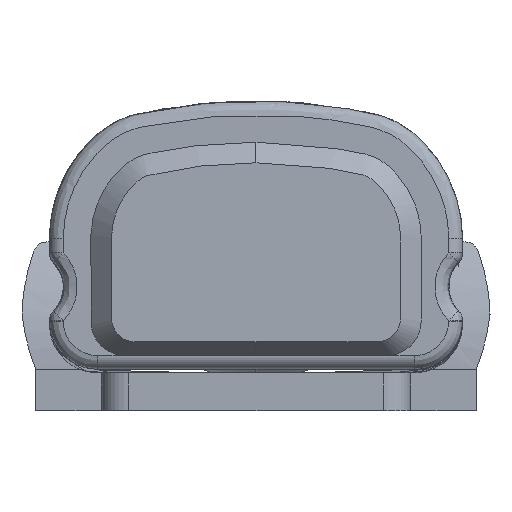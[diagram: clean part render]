
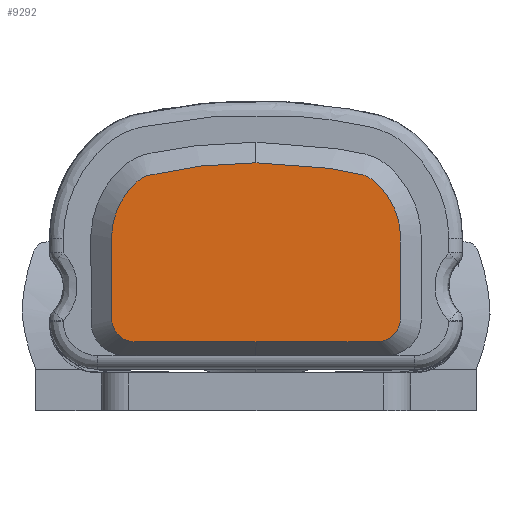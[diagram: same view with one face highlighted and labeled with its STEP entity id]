
A CAD part, left-side view. The second image highlights one B-rep face of the part: STEP entity #9292.
In plain terms, the highlighted planar face has unit normal (-1, 0, 0).
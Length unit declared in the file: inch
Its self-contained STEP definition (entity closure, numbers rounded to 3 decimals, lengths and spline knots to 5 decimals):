
#21 = FACE_OUTER_BOUND ( 'NONE', #5658, .T. ) ;
#281 = CARTESIAN_POINT ( 'NONE',  ( -4.40945, -0.41355, 0.49808 ) ) ;
#379 = VERTEX_POINT ( 'NONE', #14897 ) ;
#607 = ORIENTED_EDGE ( 'NONE', *, *, #14791, .F. ) ;
#699 = CARTESIAN_POINT ( 'NONE',  ( -4.40945, 0.41364, 0.26398 ) ) ;
#1300 = B_SPLINE_CURVE_WITH_KNOTS ( 'NONE', 3,
 ( #3914, #3864, #5985, #2786, #10804, #4824, #2586, #2682, #9458, #11776, #11875, #7131, #4924, #281, #2633, #9560, #10706, #12929, #10614, #6033, #8294, #14073, #3729, #13072, #7184, #8342, #14171, #4967, #1467 ),
 .UNSPECIFIED., .F., .F.,
 ( 4, 1, 1, 1, 1, 1, 1, 1, 1, 1, 1, 1, 1, 1, 1, 1, 1, 1, 1, 1, 1, 1, 1, 1, 1, 1, 4 ),
 ( 0., 0.0044, 0.0058, 0.00674, 0.00724, 0.00778, 0.00835, 0.00891, 0.00943, 0.00994, 0.01202, 0.01305, 0.01355, 0.01403, 0.01495, 0.01818, 0.01864, 0.01912, 0.01964, 0.02019, 0.02134, 0.02188, 0.02239, 0.02287, 0.02334, 0.02428, 0.03067 ),
 .UNSPECIFIED. ) ;
#1396 = CARTESIAN_POINT ( 'NONE',  ( -4.40945, 0.41339, 0.73929 ) ) ;
#1467 = CARTESIAN_POINT ( 'NONE',  ( -4.40945, 0., 0.19685 ) ) ;
#1597 = CARTESIAN_POINT ( 'NONE',  ( -4.40944, 0., 0.70864 ) ) ;
#1693 = CARTESIAN_POINT ( 'NONE',  ( -4.40945, 0.18692, 0.19685 ) ) ;
#2586 = CARTESIAN_POINT ( 'NONE',  ( -4.40945, -0.31233, 0.67248 ) ) ;
#2633 = CARTESIAN_POINT ( 'NONE',  ( -4.40945, -0.41328, 0.47197 ) ) ;
#2682 = CARTESIAN_POINT ( 'NONE',  ( -4.40945, -0.32889, 0.66384 ) ) ;
#2786 = CARTESIAN_POINT ( 'NONE',  ( -4.40945, -0.23065, 0.68977 ) ) ;
#2817 = CARTESIAN_POINT ( 'NONE',  ( -4.40945, 0.41222, 0.24694 ) ) ;
#2870 = CARTESIAN_POINT ( 'NONE',  ( -4.40944, 0., 0.70864 ) ) ;
#2917 = CARTESIAN_POINT ( 'NONE',  ( -4.40945, 0.29336, 0.19685 ) ) ;
#2969 = CARTESIAN_POINT ( 'NONE',  ( -4.40945, 0., 0.19685 ) ) ;
#3729 = CARTESIAN_POINT ( 'NONE',  ( -4.40945, -0.35803, 0.19684 ) ) ;
#3864 = CARTESIAN_POINT ( 'NONE',  ( -4.40945, -0.06015, 0.70862 ) ) ;
#3914 = CARTESIAN_POINT ( 'NONE',  ( -4.40944, 0., 0.70864 ) ) ;
#3996 = CARTESIAN_POINT ( 'NONE',  ( -4.40945, 0.38207, 0.60809 ) ) ;
#4049 = CARTESIAN_POINT ( 'NONE',  ( -4.40945, 0.08702, 0.19685 ) ) ;
#4824 = CARTESIAN_POINT ( 'NONE',  ( -4.40945, -0.29636, 0.6771 ) ) ;
#4924 = CARTESIAN_POINT ( 'NONE',  ( -4.40945, -0.4119, 0.52238 ) ) ;
#4967 = CARTESIAN_POINT ( 'NONE',  ( -4.40945, -0.08702, 0.19685 ) ) ;
#4994 = DIRECTION ( 'NONE',  ( 0., -1., 0. ) ) ;
#5193 = CARTESIAN_POINT ( 'NONE',  ( -4.40945, 0.41328, 0.47197 ) ) ;
#5236 = CARTESIAN_POINT ( 'NONE',  ( -4.40945, 0.4021, 0.22269 ) ) ;
#5658 = EDGE_LOOP ( 'NONE', ( #607, #12420 ) ) ;
#5985 = CARTESIAN_POINT ( 'NONE',  ( -4.40945, -0.13953, 0.70353 ) ) ;
#6033 = CARTESIAN_POINT ( 'NONE',  ( -4.40945, -0.41222, 0.24694 ) ) ;
#6262 = CARTESIAN_POINT ( 'NONE',  ( -4.40945, 0.41356, 0.34251 ) ) ;
#6308 = CARTESIAN_POINT ( 'NONE',  ( -4.40945, 0.40295, 0.5669 ) ) ;
#7131 = CARTESIAN_POINT ( 'NONE',  ( -4.40945, -0.40295, 0.5669 ) ) ;
#7184 = CARTESIAN_POINT ( 'NONE',  ( -4.40945, -0.31898, 0.19685 ) ) ;
#7368 = CARTESIAN_POINT ( 'NONE',  ( -4.40945, 0.29636, 0.6771 ) ) ;
#7414 = CARTESIAN_POINT ( 'NONE',  ( -4.40945, 0.06015, 0.70862 ) ) ;
#7567 = CARTESIAN_POINT ( 'NONE',  ( -4.40945, 0.31898, 0.19685 ) ) ;
#8030 = EDGE_CURVE ( 'NONE', #8870, #379, #1300, .T. ) ;
#8178 = PLANE ( 'NONE',  #10386 ) ;
#8273 = DIRECTION ( 'NONE',  ( -1., 0., 0. ) ) ;
#8294 = CARTESIAN_POINT ( 'NONE',  ( -4.40945, -0.4021, 0.22269 ) ) ;
#8342 = CARTESIAN_POINT ( 'NONE',  ( -4.40945, -0.29336, 0.19685 ) ) ;
#8514 = CARTESIAN_POINT ( 'NONE',  ( -4.40945, 0.23065, 0.68977 ) ) ;
#8870 = VERTEX_POINT ( 'NONE', #2870 ) ;
#9292 = ADVANCED_FACE ( 'NONE', ( #21 ), #8178, .T. ) ;
#9458 = CARTESIAN_POINT ( 'NONE',  ( -4.40945, -0.34299, 0.65236 ) ) ;
#9560 = CARTESIAN_POINT ( 'NONE',  ( -4.40945, -0.41338, 0.40733 ) ) ;
#9642 = CARTESIAN_POINT ( 'NONE',  ( -4.40945, 0.31233, 0.67248 ) ) ;
#9686 = CARTESIAN_POINT ( 'NONE',  ( -4.40945, 0.13953, 0.70353 ) ) ;
#9733 = CARTESIAN_POINT ( 'NONE',  ( -4.40945, 0.34299, 0.65236 ) ) ;
#10386 = AXIS2_PLACEMENT_3D ( 'NONE', #1396, #8273, #4994 ) ;
#10614 = CARTESIAN_POINT ( 'NONE',  ( -4.40945, -0.41364, 0.26398 ) ) ;
#10706 = CARTESIAN_POINT ( 'NONE',  ( -4.40945, -0.41356, 0.34251 ) ) ;
#10804 = CARTESIAN_POINT ( 'NONE',  ( -4.40945, -0.26836, 0.68267 ) ) ;
#10981 = CARTESIAN_POINT ( 'NONE',  ( -4.40945, 0.41355, 0.49808 ) ) ;
#11776 = CARTESIAN_POINT ( 'NONE',  ( -4.40945, -0.3574, 0.63786 ) ) ;
#11875 = CARTESIAN_POINT ( 'NONE',  ( -4.40945, -0.38207, 0.60809 ) ) ;
#11957 = CARTESIAN_POINT ( 'NONE',  ( -4.40945, 0.41338, 0.40733 ) ) ;
#12046 = CARTESIAN_POINT ( 'NONE',  ( -4.40945, 0.32889, 0.66384 ) ) ;
#12100 = CARTESIAN_POINT ( 'NONE',  ( -4.40945, 0.41332, 0.28522 ) ) ;
#12420 = ORIENTED_EDGE ( 'NONE', *, *, #8030, .F. ) ;
#12929 = CARTESIAN_POINT ( 'NONE',  ( -4.40945, -0.41332, 0.28522 ) ) ;
#13072 = CARTESIAN_POINT ( 'NONE',  ( -4.40945, -0.33935, 0.19685 ) ) ;
#13162 = CARTESIAN_POINT ( 'NONE',  ( -4.40945, 0.33935, 0.19685 ) ) ;
#13163 = B_SPLINE_CURVE_WITH_KNOTS ( 'NONE', 3,
 ( #2969, #4049, #1693, #2917, #7567, #13162, #14413, #14463, #5236, #2817, #699, #12100, #6262, #11957, #5193, #10981, #13207, #6308, #3996, #14318, #9733, #12046, #9642, #7368, #14264, #8514, #9686, #7414, #1597 ),
 .UNSPECIFIED., .F., .F.,
 ( 4, 1, 1, 1, 1, 1, 1, 1, 1, 1, 1, 1, 1, 1, 1, 1, 1, 1, 1, 1, 1, 1, 1, 1, 1, 1, 4 ),
 ( 0., 0.00639, 0.00733, 0.0078, 0.00828, 0.00879, 0.00933, 0.01048, 0.01103, 0.01154, 0.01202, 0.01248, 0.01571, 0.01664, 0.01712, 0.01761, 0.01864, 0.02072, 0.02123, 0.02176, 0.02231, 0.02288, 0.02342, 0.02392, 0.02486, 0.02626, 0.03066 ),
 .UNSPECIFIED. ) ;
#13207 = CARTESIAN_POINT ( 'NONE',  ( -4.40945, 0.4119, 0.52238 ) ) ;
#14073 = CARTESIAN_POINT ( 'NONE',  ( -4.40945, -0.38208, 0.20471 ) ) ;
#14171 = CARTESIAN_POINT ( 'NONE',  ( -4.40945, -0.18692, 0.19685 ) ) ;
#14264 = CARTESIAN_POINT ( 'NONE',  ( -4.40945, 0.26836, 0.68267 ) ) ;
#14318 = CARTESIAN_POINT ( 'NONE',  ( -4.40945, 0.3574, 0.63786 ) ) ;
#14413 = CARTESIAN_POINT ( 'NONE',  ( -4.40945, 0.35803, 0.19684 ) ) ;
#14463 = CARTESIAN_POINT ( 'NONE',  ( -4.40945, 0.38208, 0.20471 ) ) ;
#14791 = EDGE_CURVE ( 'NONE', #379, #8870, #13163, .T. ) ;
#14897 = CARTESIAN_POINT ( 'NONE',  ( -4.40945, 0., 0.19685 ) ) ;
